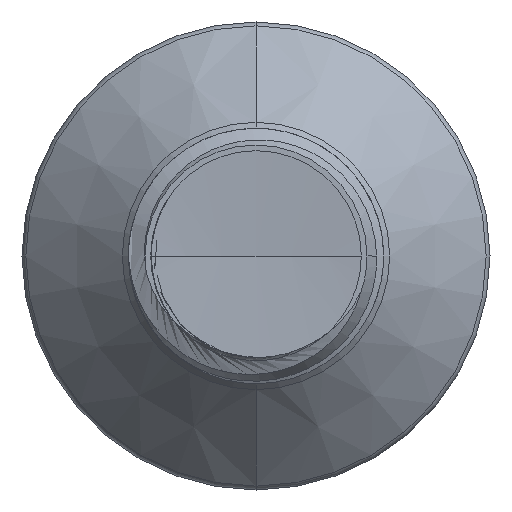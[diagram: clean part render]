
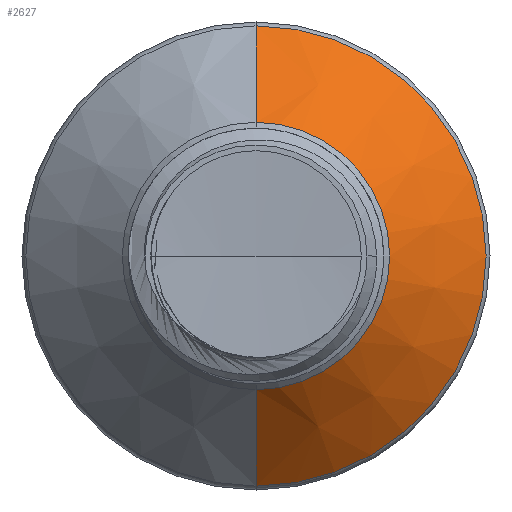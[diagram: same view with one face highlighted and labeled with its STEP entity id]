
A CAD part, front view. The second image highlights one B-rep face of the part: STEP entity #2627.
In plain terms, the highlighted conical face has half-angle 45 degrees and reference radius 1.571 mm.
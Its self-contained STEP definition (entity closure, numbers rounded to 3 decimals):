
#188 = DIRECTION ( 'NONE',  ( 0., 1., 0. ) ) ;
#597 = CARTESIAN_POINT ( 'NONE',  ( 0., 11.793, 1.571 ) ) ;
#899 = EDGE_CURVE ( 'NONE', #2649, #14808, #14558, .T. ) ;
#1267 = ORIENTED_EDGE ( 'NONE', *, *, #22035, .F. ) ;
#2151 = EDGE_CURVE ( 'NONE', #14808, #3749, #19086, .T. ) ;
#2627 = ADVANCED_FACE ( 'NONE', ( #16328 ), #36376, .T. ) ;
#2649 = VERTEX_POINT ( 'NONE', #35037 ) ;
#3179 = EDGE_LOOP ( 'NONE', ( #22693, #29927, #30737, #1267 ) ) ;
#3749 = VERTEX_POINT ( 'NONE', #21901 ) ;
#4443 = VECTOR ( 'NONE', #25363, 1000. ) ;
#9429 = AXIS2_PLACEMENT_3D ( 'NONE', #29095, #188, #28416 ) ;
#10701 = DIRECTION ( 'NONE',  ( 0., 1., 0. ) ) ;
#13179 = CARTESIAN_POINT ( 'NONE',  ( 0., 11.793, -1.571 ) ) ;
#14558 = CIRCLE ( 'NONE', #9429, 1.571 ) ;
#14808 = VERTEX_POINT ( 'NONE', #13179 ) ;
#14982 = EDGE_CURVE ( 'NONE', #27995, #3749, #24252, .T. ) ;
#16328 = FACE_OUTER_BOUND ( 'NONE', #3179, .T. ) ;
#16844 = AXIS2_PLACEMENT_3D ( 'NONE', #27772, #10701, #30442 ) ;
#19086 = LINE ( 'NONE', #33644, #4443 ) ;
#19761 = AXIS2_PLACEMENT_3D ( 'NONE', #35538, #35618, #35630 ) ;
#21019 = DIRECTION ( 'NONE',  ( 0., 0.707, 0.707 ) ) ;
#21901 = CARTESIAN_POINT ( 'NONE',  ( 0., 12.927, -2.704 ) ) ;
#22035 = EDGE_CURVE ( 'NONE', #2649, #27995, #30949, .T. ) ;
#22693 = ORIENTED_EDGE ( 'NONE', *, *, #899, .T. ) ;
#23243 = CARTESIAN_POINT ( 'NONE',  ( 0., 12.927, 2.704 ) ) ;
#23763 = VECTOR ( 'NONE', #21019, 1000. ) ;
#24252 = CIRCLE ( 'NONE', #16844, 2.704 ) ;
#25363 = DIRECTION ( 'NONE',  ( 0., 0.707, -0.707 ) ) ;
#27772 = CARTESIAN_POINT ( 'NONE',  ( 0., 12.927, 0. ) ) ;
#27995 = VERTEX_POINT ( 'NONE', #23243 ) ;
#28416 = DIRECTION ( 'NONE',  ( 0., 0., 1. ) ) ;
#29095 = CARTESIAN_POINT ( 'NONE',  ( 0., 11.793, 0. ) ) ;
#29927 = ORIENTED_EDGE ( 'NONE', *, *, #2151, .T. ) ;
#30442 = DIRECTION ( 'NONE',  ( 0., 0., 1. ) ) ;
#30737 = ORIENTED_EDGE ( 'NONE', *, *, #14982, .F. ) ;
#30949 = LINE ( 'NONE', #597, #23763 ) ;
#33644 = CARTESIAN_POINT ( 'NONE',  ( 0., 11.793, -1.571 ) ) ;
#35037 = CARTESIAN_POINT ( 'NONE',  ( 0., 11.793, 1.571 ) ) ;
#35538 = CARTESIAN_POINT ( 'NONE',  ( 0., 11.793, 0. ) ) ;
#35618 = DIRECTION ( 'NONE',  ( 0., 1., 0. ) ) ;
#35630 = DIRECTION ( 'NONE',  ( 0., 0., 1. ) ) ;
#36376 = CONICAL_SURFACE ( 'NONE', #19761, 1.571, 0.785 ) ;
